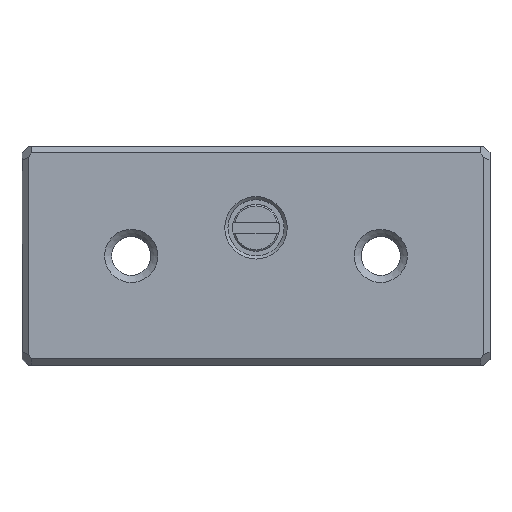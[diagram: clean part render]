
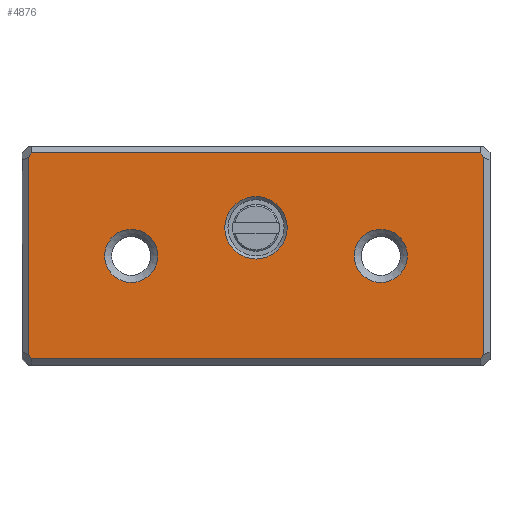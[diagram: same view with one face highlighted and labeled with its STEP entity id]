
A CAD part, top view. The second image highlights one B-rep face of the part: STEP entity #4876.
In plain terms, the highlighted planar face has unit normal (0, 0, 1).
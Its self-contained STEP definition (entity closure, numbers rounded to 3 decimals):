
#4329=FACE_BOUND('',#6883,.T.);
#4330=FACE_BOUND('',#6884,.T.);
#4331=FACE_BOUND('',#6885,.T.);
#4332=FACE_BOUND('',#6886,.T.);
#4876=ADVANCED_FACE('',(#4329,#4330,#4331,#4332),#5585,.F.);
#5585=PLANE('',#17655);
#6883=EDGE_LOOP('',(#8511));
#6884=EDGE_LOOP('',(#8512));
#6885=EDGE_LOOP('',(#8513));
#6886=EDGE_LOOP('',(#8514,#8515,#8516,#8517,#8518,#8519,#8520,#8521));
#7590=CIRCLE('',#17652,1.);
#7591=CIRCLE('',#17653,0.85);
#7592=CIRCLE('',#17654,0.85);
#8511=ORIENTED_EDGE('',*,*,#13396,.T.);
#8512=ORIENTED_EDGE('',*,*,#13397,.T.);
#8513=ORIENTED_EDGE('',*,*,#13398,.T.);
#8514=ORIENTED_EDGE('',*,*,#13399,.T.);
#8515=ORIENTED_EDGE('',*,*,#13400,.T.);
#8516=ORIENTED_EDGE('',*,*,#13401,.T.);
#8517=ORIENTED_EDGE('',*,*,#13402,.T.);
#8518=ORIENTED_EDGE('',*,*,#13403,.T.);
#8519=ORIENTED_EDGE('',*,*,#13404,.T.);
#8520=ORIENTED_EDGE('',*,*,#13405,.T.);
#8521=ORIENTED_EDGE('',*,*,#13406,.T.);
#12059=VERTEX_POINT('',#22795);
#12060=VERTEX_POINT('',#22797);
#12061=VERTEX_POINT('',#22799);
#12062=VERTEX_POINT('',#22801);
#12063=VERTEX_POINT('',#22802);
#12064=VERTEX_POINT('',#22804);
#12065=VERTEX_POINT('',#22806);
#12066=VERTEX_POINT('',#22808);
#12067=VERTEX_POINT('',#22810);
#12068=VERTEX_POINT('',#22812);
#12069=VERTEX_POINT('',#22814);
#13396=EDGE_CURVE('',#12059,#12059,#7590,.T.);
#13397=EDGE_CURVE('',#12060,#12060,#7591,.T.);
#13398=EDGE_CURVE('',#12061,#12061,#7592,.T.);
#13399=EDGE_CURVE('',#12062,#12063,#15088,.T.);
#13400=EDGE_CURVE('',#12063,#12064,#15089,.T.);
#13401=EDGE_CURVE('',#12064,#12065,#15090,.T.);
#13402=EDGE_CURVE('',#12065,#12066,#15091,.T.);
#13403=EDGE_CURVE('',#12066,#12067,#15092,.T.);
#13404=EDGE_CURVE('',#12067,#12068,#15093,.T.);
#13405=EDGE_CURVE('',#12068,#12069,#15094,.T.);
#13406=EDGE_CURVE('',#12069,#12062,#15095,.T.);
#15088=LINE('',#22800,#16552);
#15089=LINE('',#22803,#16553);
#15090=LINE('',#22805,#16554);
#15091=LINE('',#22807,#16555);
#15092=LINE('',#22809,#16556);
#15093=LINE('',#22811,#16557);
#15094=LINE('',#22813,#16558);
#15095=LINE('',#22815,#16559);
#16552=VECTOR('',#18933,1.);
#16553=VECTOR('',#18934,1.);
#16554=VECTOR('',#18935,1.);
#16555=VECTOR('',#18936,1.);
#16556=VECTOR('',#18937,1.);
#16557=VECTOR('',#18938,1.);
#16558=VECTOR('',#18939,1.);
#16559=VECTOR('',#18940,1.);
#17652=AXIS2_PLACEMENT_3D('',#22794,#18927,#18928);
#17653=AXIS2_PLACEMENT_3D('',#22796,#18929,#18930);
#17654=AXIS2_PLACEMENT_3D('',#22798,#18931,#18932);
#17655=AXIS2_PLACEMENT_3D('',#22816,#18941,#18942);
#18927=DIRECTION('',(0.,0.,-1.));
#18928=DIRECTION('',(-1.,0.,0.));
#18929=DIRECTION('',(0.,0.,-1.));
#18930=DIRECTION('',(-1.,0.,0.));
#18931=DIRECTION('',(0.,0.,-1.));
#18932=DIRECTION('',(-1.,0.,0.));
#18933=DIRECTION('',(-0.577,-0.816,0.));
#18934=DIRECTION('',(0.,-1.,0.));
#18935=DIRECTION('',(0.577,-0.816,0.));
#18936=DIRECTION('',(1.,0.,0.));
#18937=DIRECTION('',(0.577,0.816,0.));
#18938=DIRECTION('',(0.,1.,0.));
#18939=DIRECTION('',(-0.577,0.816,0.));
#18940=DIRECTION('',(-1.,0.,0.));
#18941=DIRECTION('',(0.,0.,-1.));
#18942=DIRECTION('',(1.,0.,0.));
#22794=CARTESIAN_POINT('',(0.,0.9,4.));
#22795=CARTESIAN_POINT('',(-1.,0.9,4.));
#22796=CARTESIAN_POINT('',(4.,0.,4.));
#22797=CARTESIAN_POINT('',(3.15,0.,4.));
#22798=CARTESIAN_POINT('',(-4.,0.,4.));
#22799=CARTESIAN_POINT('',(-4.85,0.,4.));
#22800=CARTESIAN_POINT('',(-7.235,3.25,4.));
#22801=CARTESIAN_POINT('',(-7.2,3.3,4.));
#22802=CARTESIAN_POINT('',(-7.3,3.159,4.));
#22803=CARTESIAN_POINT('',(-7.3,3.5,4.));
#22804=CARTESIAN_POINT('',(-7.3,-3.159,4.));
#22805=CARTESIAN_POINT('',(-7.235,-3.25,4.));
#22806=CARTESIAN_POINT('',(-7.2,-3.3,4.));
#22807=CARTESIAN_POINT('',(7.5,-3.3,4.));
#22808=CARTESIAN_POINT('',(7.2,-3.3,4.));
#22809=CARTESIAN_POINT('',(7.235,-3.25,4.));
#22810=CARTESIAN_POINT('',(7.3,-3.159,4.));
#22811=CARTESIAN_POINT('',(7.3,2.876,4.));
#22812=CARTESIAN_POINT('',(7.3,3.159,4.));
#22813=CARTESIAN_POINT('',(7.235,3.25,4.));
#22814=CARTESIAN_POINT('',(7.2,3.3,4.));
#22815=CARTESIAN_POINT('',(7.5,3.3,4.));
#22816=CARTESIAN_POINT('',(7.5,3.5,4.));
